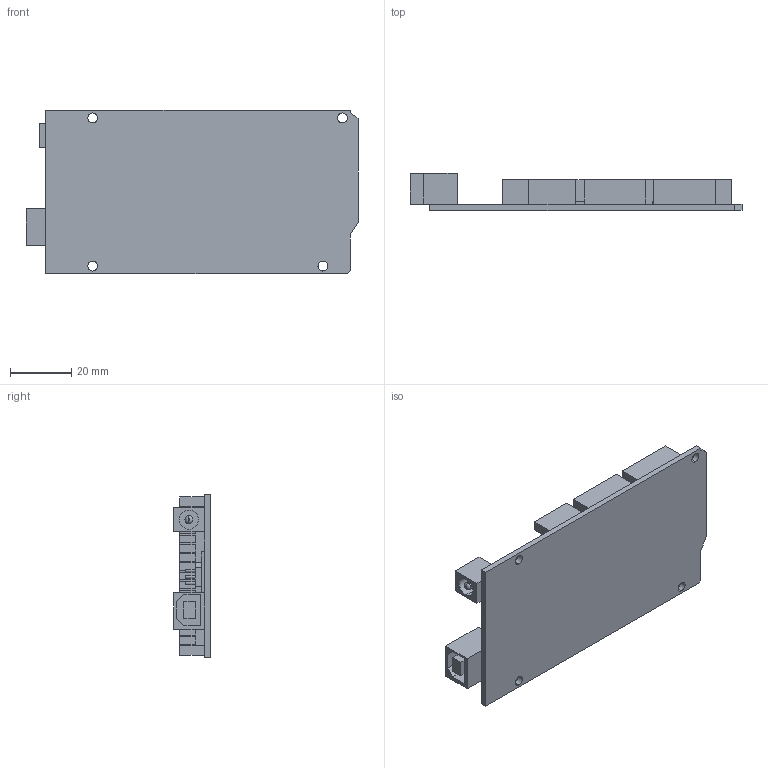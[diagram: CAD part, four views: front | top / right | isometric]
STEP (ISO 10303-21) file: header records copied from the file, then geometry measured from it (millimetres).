
FILE_DESCRIPTION (( 'STEP AP214' ), '1' );
FILE_NAME ('Arduino Mega.STEP', '2021-02-11T14:22:56', ( '' ), ( '' ), 'SwSTEP 2.0', 'SolidWorks 2020', '' );
FILE_SCHEMA (( 'AUTOMOTIVE_DESIGN' ));
Length unit declared in the file: millimetre
Products named in the file (1): Arduino Mega
Bounding box: 108.07 x 12 x 53.34 mm (x, y, z)
Volume: 15941.7 mm3; surface area: 19536.9 mm2
Topology: 1 solids, 1 shells, 447 faces, 1071 edges, 712 vertices
Faces by surface type: plane 419, cylinder 26, torus 2
Entity records: 17634 total; most frequent: CARTESIAN_POINT 2231, ORIENTED_EDGE 2142, DIRECTION 2023, EDGE_CURVE 1071, LINE 1015, VECTOR 1015, VERTEX_POINT 712, EDGE_LOOP 541
